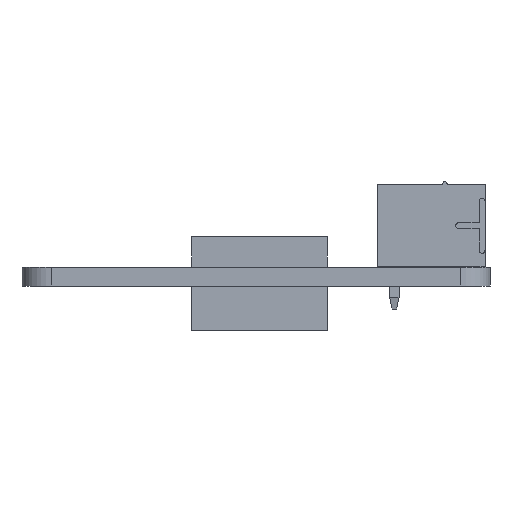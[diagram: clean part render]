
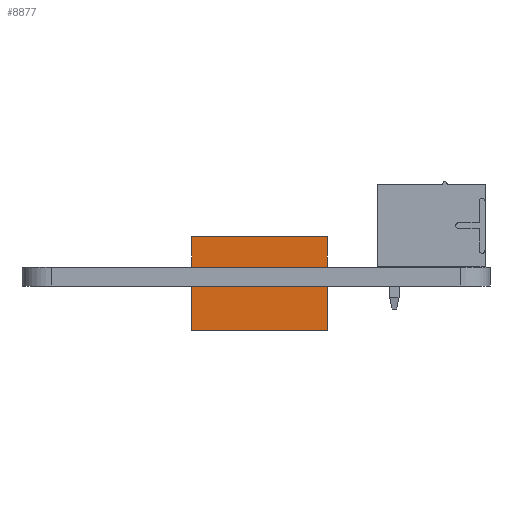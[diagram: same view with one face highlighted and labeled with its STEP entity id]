
A CAD part, left-side view. The second image highlights one B-rep face of the part: STEP entity #8877.
In plain terms, the highlighted face is planar.
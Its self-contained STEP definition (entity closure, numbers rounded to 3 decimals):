
#6844 = VERTEX_POINT('',#6845);
#6845 = CARTESIAN_POINT('',(9.05,5.8,2.6));
#6894 = VERTEX_POINT('',#6895);
#6895 = CARTESIAN_POINT('',(9.05,-5.8,2.6));
#6901 = EDGE_CURVE('',#6894,#6844,#6902,.T.);
#6902 = LINE('',#6903,#6904);
#6903 = CARTESIAN_POINT('',(9.05,-5.8,2.6));
#6904 = VECTOR('',#6905,1.);
#6905 = DIRECTION('',(0.,1.,0.));
#8738 = VERTEX_POINT('',#8739);
#8739 = CARTESIAN_POINT('',(9.05,5.8,-5.4));
#8754 = EDGE_CURVE('',#6844,#8738,#8755,.T.);
#8755 = LINE('',#8756,#8757);
#8756 = CARTESIAN_POINT('',(9.05,5.8,2.6));
#8757 = VECTOR('',#8758,1.);
#8758 = DIRECTION('',(0.,0.,-1.));
#8858 = VERTEX_POINT('',#8859);
#8859 = CARTESIAN_POINT('',(9.05,-5.8,-5.4));
#8865 = EDGE_CURVE('',#6894,#8858,#8866,.T.);
#8866 = LINE('',#8867,#8868);
#8867 = CARTESIAN_POINT('',(9.05,-5.8,2.6));
#8868 = VECTOR('',#8869,1.);
#8869 = DIRECTION('',(0.,0.,-1.));
#8877 = ADVANCED_FACE('',(#8878),#8889,.F.);
#8878 = FACE_BOUND('',#8879,.T.);
#8879 = EDGE_LOOP('',(#8880,#8886,#8887,#8888));
#8880 = ORIENTED_EDGE('',*,*,#8881,.T.);
#8881 = EDGE_CURVE('',#8858,#8738,#8882,.T.);
#8882 = LINE('',#8883,#8884);
#8883 = CARTESIAN_POINT('',(9.05,-5.8,-5.4));
#8884 = VECTOR('',#8885,1.);
#8885 = DIRECTION('',(0.,1.,0.));
#8886 = ORIENTED_EDGE('',*,*,#8754,.F.);
#8887 = ORIENTED_EDGE('',*,*,#6901,.F.);
#8888 = ORIENTED_EDGE('',*,*,#8865,.T.);
#8889 = PLANE('',#8890);
#8890 = AXIS2_PLACEMENT_3D('',#8891,#8892,#8893);
#8891 = CARTESIAN_POINT('',(9.05,-5.8,2.6));
#8892 = DIRECTION('',(-1.,0.,0.));
#8893 = DIRECTION('',(0.,1.,0.));
